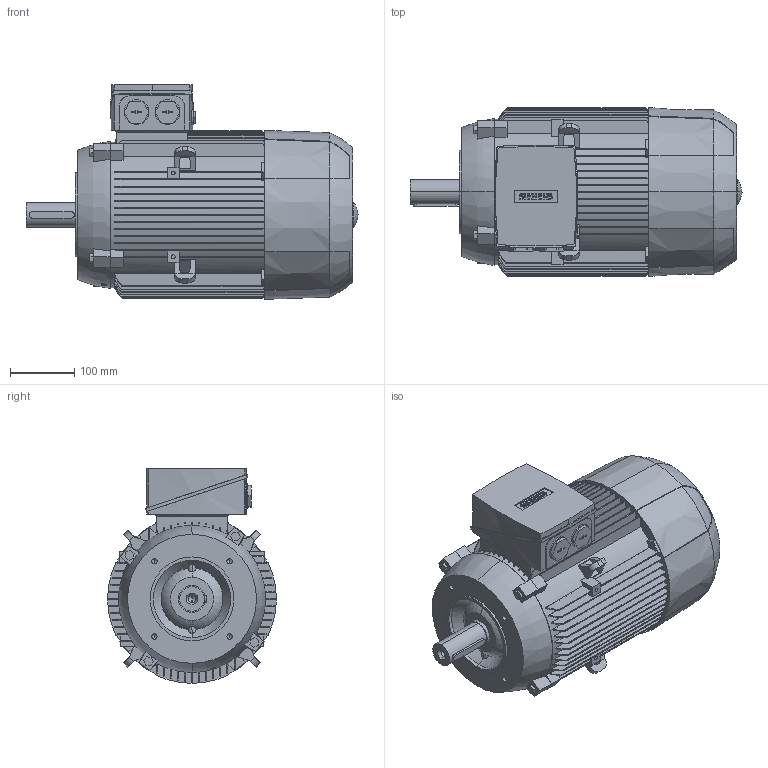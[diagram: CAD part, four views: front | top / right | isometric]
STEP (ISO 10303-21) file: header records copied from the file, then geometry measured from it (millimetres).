
FILE_DESCRIPTION(('STEP AP214'),'1');
FILE_NAME('cctmp_06167428-31DD-4ABA-8D85-F0CEF61C4F3C_2023_06_27_10_31_29_0493..stp','2023-06-27T08:31:30',('SIEMENS A&D'),('CADClick - www.CADClick.com'),'Spatial InterOp 3D',' ','unknown authorization');
FILE_SCHEMA(('AUTOMOTIVE_DESIGN'));
Length unit declared in the file: millimetre
Products named in the file (1): 2023_06_27_10_31_29_0477
Bounding box: 515 x 262 x 333 mm (x, y, z)
Volume: 20313422.3 mm3; surface area: 866059.9 mm2
Topology: 1 solids, 1 shells, 890 faces, 2522 edges, 1657 vertices
Faces by surface type: plane 505, cylinder 231, torus 124, cone 30
Entity records: 42416 total; most frequent: CARTESIAN_POINT 12595, ORIENTED_EDGE 5020, DIRECTION 4409, EDGE_CURVE 2510, VERTEX_POINT 1657, AXIS2_PLACEMENT_3D 1476, LINE 1457, VECTOR 1457
